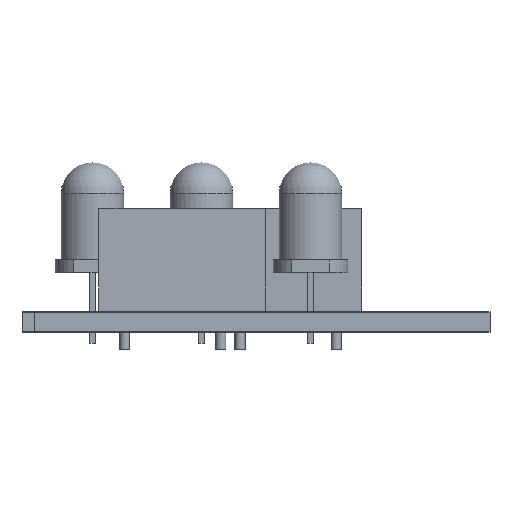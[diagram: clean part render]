
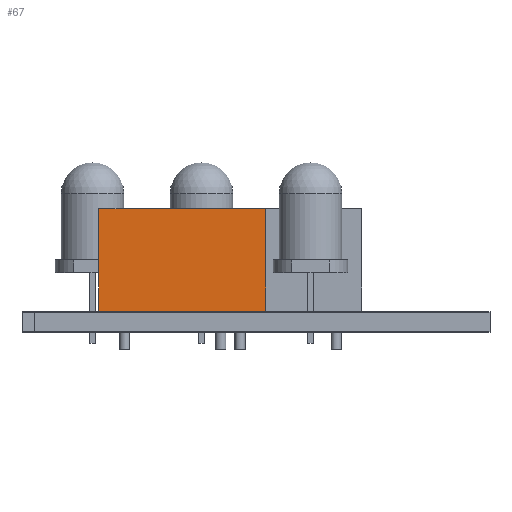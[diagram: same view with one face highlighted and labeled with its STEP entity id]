
A CAD part, left-side view. The second image highlights one B-rep face of the part: STEP entity #67.
In plain terms, the highlighted face is planar.
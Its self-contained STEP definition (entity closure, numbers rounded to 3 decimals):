
#67 = ADVANCED_FACE('',(#68),#102,.F.);
#68 = FACE_BOUND('',#69,.F.);
#69 = EDGE_LOOP('',(#70,#80,#88,#96));
#70 = ORIENTED_EDGE('',*,*,#71,.T.);
#71 = EDGE_CURVE('',#72,#74,#76,.T.);
#72 = VERTEX_POINT('',#73);
#73 = CARTESIAN_POINT('',(-2.,-2.,8.));
#74 = VERTEX_POINT('',#75);
#75 = CARTESIAN_POINT('',(11.,-2.,8.));
#76 = LINE('',#77,#78);
#77 = CARTESIAN_POINT('',(-2.,-2.,8.));
#78 = VECTOR('',#79,1.);
#79 = DIRECTION('',(1.,0.,0.));
#80 = ORIENTED_EDGE('',*,*,#81,.T.);
#81 = EDGE_CURVE('',#74,#82,#84,.T.);
#82 = VERTEX_POINT('',#83);
#83 = CARTESIAN_POINT('',(11.,-2.,0.));
#84 = LINE('',#85,#86);
#85 = CARTESIAN_POINT('',(11.,-2.,8.));
#86 = VECTOR('',#87,1.);
#87 = DIRECTION('',(0.,0.,-1.));
#88 = ORIENTED_EDGE('',*,*,#89,.F.);
#89 = EDGE_CURVE('',#90,#82,#92,.T.);
#90 = VERTEX_POINT('',#91);
#91 = CARTESIAN_POINT('',(-2.,-2.,0.));
#92 = LINE('',#93,#94);
#93 = CARTESIAN_POINT('',(-2.,-2.,0.));
#94 = VECTOR('',#95,1.);
#95 = DIRECTION('',(1.,0.,0.));
#96 = ORIENTED_EDGE('',*,*,#97,.F.);
#97 = EDGE_CURVE('',#72,#90,#98,.T.);
#98 = LINE('',#99,#100);
#99 = CARTESIAN_POINT('',(-2.,-2.,8.));
#100 = VECTOR('',#101,1.);
#101 = DIRECTION('',(0.,0.,-1.));
#102 = PLANE('',#103);
#103 = AXIS2_PLACEMENT_3D('',#104,#105,#106);
#104 = CARTESIAN_POINT('',(-2.,-2.,8.));
#105 = DIRECTION('',(0.,1.,0.));
#106 = DIRECTION('',(0.,0.,-1.));
